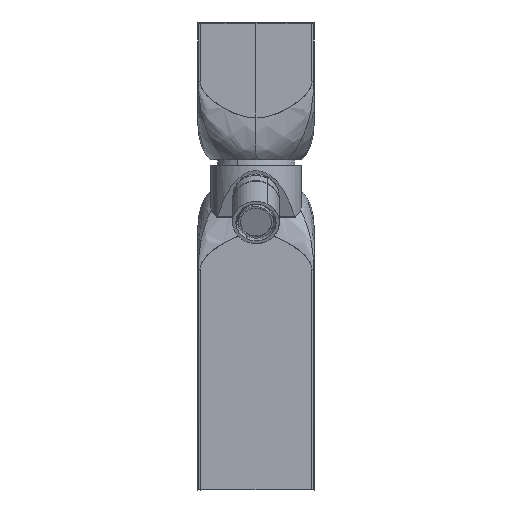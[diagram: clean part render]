
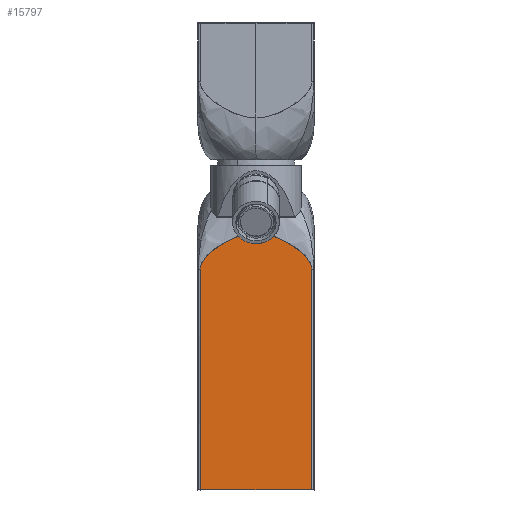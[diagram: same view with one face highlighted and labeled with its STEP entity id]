
A CAD part, front view. The second image highlights one B-rep face of the part: STEP entity #15797.
In plain terms, the highlighted planar face has unit normal (0, -1, 0).
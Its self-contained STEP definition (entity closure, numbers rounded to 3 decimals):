
#15712=CARTESIAN_POINT('Axis2P3D Location',(7.877,127.5,266.664)) ;
#15717=CARTESIAN_POINT('Line Origine',(21.5,127.5,219.)) ;
#15721=CARTESIAN_POINT('Vertex',(21.5,127.5,176.5)) ;
#15723=CARTESIAN_POINT('Vertex',(21.5,127.5,261.5)) ;
#15727=CARTESIAN_POINT('Control Point',(0.,127.5,275.5)) ;
#15728=CARTESIAN_POINT('Control Point',(1.264,127.5,275.5)) ;
#15729=CARTESIAN_POINT('Control Point',(2.557,127.5,275.369)) ;
#15730=CARTESIAN_POINT('Control Point',(3.873,127.5,275.118)) ;
#15731=CARTESIAN_POINT('Control Point',(6.778,127.5,274.345)) ;
#15732=CARTESIAN_POINT('Control Point',(9.647,127.5,273.156)) ;
#15733=CARTESIAN_POINT('Control Point',(11.188,127.5,272.405)) ;
#15734=CARTESIAN_POINT('Control Point',(13.981,127.5,270.84)) ;
#15735=CARTESIAN_POINT('Control Point',(16.511,127.5,269.003)) ;
#15736=CARTESIAN_POINT('Control Point',(17.615,127.5,268.093)) ;
#15737=CARTESIAN_POINT('Control Point',(19.315,127.5,266.457)) ;
#15738=CARTESIAN_POINT('Control Point',(20.554,127.5,264.698)) ;
#15739=CARTESIAN_POINT('Control Point',(20.971,127.5,263.952)) ;
#15740=CARTESIAN_POINT('Control Point',(21.332,127.5,263.007)) ;
#15741=CARTESIAN_POINT('Control Point',(21.472,127.5,262.065)) ;
#15742=CARTESIAN_POINT('Control Point',(21.49,127.5,261.876)) ;
#15743=CARTESIAN_POINT('Control Point',(21.5,127.5,261.688)) ;
#15744=CARTESIAN_POINT('Control Point',(21.5,127.5,261.5)) ;
#15745=CARTESIAN_POINT('Vertex',(0.,127.5,275.5)) ;
#15749=CARTESIAN_POINT('Control Point',(0.,127.5,275.5)) ;
#15750=CARTESIAN_POINT('Control Point',(-1.264,127.5,275.5)) ;
#15751=CARTESIAN_POINT('Control Point',(-2.558,127.5,275.369)) ;
#15752=CARTESIAN_POINT('Control Point',(-3.873,127.5,275.118)) ;
#15753=CARTESIAN_POINT('Control Point',(-6.779,127.5,274.345)) ;
#15754=CARTESIAN_POINT('Control Point',(-9.648,127.5,273.156)) ;
#15755=CARTESIAN_POINT('Control Point',(-11.188,127.5,272.405)) ;
#15756=CARTESIAN_POINT('Control Point',(-13.981,127.5,270.84)) ;
#15757=CARTESIAN_POINT('Control Point',(-16.512,127.5,269.002)) ;
#15758=CARTESIAN_POINT('Control Point',(-17.615,127.5,268.093)) ;
#15759=CARTESIAN_POINT('Control Point',(-19.315,127.5,266.457)) ;
#15760=CARTESIAN_POINT('Control Point',(-20.555,127.5,264.698)) ;
#15761=CARTESIAN_POINT('Control Point',(-20.971,127.5,263.952)) ;
#15762=CARTESIAN_POINT('Control Point',(-21.332,127.5,263.007)) ;
#15763=CARTESIAN_POINT('Control Point',(-21.472,127.5,262.065)) ;
#15764=CARTESIAN_POINT('Control Point',(-21.491,127.5,261.876)) ;
#15765=CARTESIAN_POINT('Control Point',(-21.5,127.5,261.688)) ;
#15766=CARTESIAN_POINT('Control Point',(-21.5,127.5,261.5)) ;
#15767=CARTESIAN_POINT('Vertex',(-21.5,127.5,261.5)) ;
#15770=CARTESIAN_POINT('Line Origine',(-21.5,127.5,219.)) ;
#15774=CARTESIAN_POINT('Vertex',(-21.5,127.5,176.5)) ;
#15777=CARTESIAN_POINT('Line Origine',(-10.75,127.5,176.5)) ;
#15781=CARTESIAN_POINT('Vertex',(0.,127.5,176.5)) ;
#15784=CARTESIAN_POINT('Line Origine',(10.75,127.5,176.5)) ;
#15719=VECTOR('Line Direction',#15718,1.) ;
#15772=VECTOR('Line Direction',#15771,1.) ;
#15779=VECTOR('Line Direction',#15778,1.) ;
#15786=VECTOR('Line Direction',#15785,1.) ;
#15713=DIRECTION('Axis2P3D Direction',(0.,1.,0.)) ;
#15714=DIRECTION('Axis2P3D XDirection',(0.944,0.,-0.331)) ;
#15718=DIRECTION('Vector Direction',(0.,0.,-1.)) ;
#15771=DIRECTION('Vector Direction',(0.,0.,-1.)) ;
#15778=DIRECTION('Vector Direction',(1.,0.,0.)) ;
#15785=DIRECTION('Vector Direction',(1.,0.,0.)) ;
#15715=AXIS2_PLACEMENT_3D('Plane Axis2P3D',#15712,#15713,#15714) ;
#15720=LINE('Line',#15717,#15719) ;
#15773=LINE('Line',#15770,#15772) ;
#15780=LINE('Line',#15777,#15779) ;
#15787=LINE('Line',#15784,#15786) ;
#15716=PLANE('',#15715) ;
#15725=EDGE_CURVE('',#15722,#15724,#15720,.F.) ;
#15747=EDGE_CURVE('',#15724,#15746,#15726,.F.) ;
#15769=EDGE_CURVE('',#15746,#15768,#15748,.T.) ;
#15776=EDGE_CURVE('',#15768,#15775,#15773,.T.) ;
#15783=EDGE_CURVE('',#15775,#15782,#15780,.T.) ;
#15788=EDGE_CURVE('',#15782,#15722,#15787,.T.) ;
#15790=ORIENTED_EDGE('',*,*,#15725,.T.) ;
#15791=ORIENTED_EDGE('',*,*,#15747,.T.) ;
#15792=ORIENTED_EDGE('',*,*,#15769,.T.) ;
#15793=ORIENTED_EDGE('',*,*,#15776,.T.) ;
#15794=ORIENTED_EDGE('',*,*,#15783,.T.) ;
#15795=ORIENTED_EDGE('',*,*,#15788,.T.) ;
#15789=EDGE_LOOP('',(#15790,#15791,#15792,#15793,#15794,#15795)) ;
#15722=VERTEX_POINT('',#15721) ;
#15724=VERTEX_POINT('',#15723) ;
#15746=VERTEX_POINT('',#15745) ;
#15768=VERTEX_POINT('',#15767) ;
#15775=VERTEX_POINT('',#15774) ;
#15782=VERTEX_POINT('',#15781) ;
#15797=ADVANCED_FACE('Superficie.335',(#15796),#15716,.F.) ;
#15726=B_SPLINE_CURVE_WITH_KNOTS('',5,(#15727,#15728,#15729,#15730,#15731,#15732,#15733,#15734,#15735,#15736,#15737,#15738,#15739,#15740,#15741,#15742,#15743,#15744),.UNSPECIFIED.,.F.,.U.,(6,3,3,3,3,6),(0.,9.444,20.87,30.81,37.81,39.569),.UNSPECIFIED.) ;
#15748=B_SPLINE_CURVE_WITH_KNOTS('',5,(#15749,#15750,#15751,#15752,#15753,#15754,#15755,#15756,#15757,#15758,#15759,#15760,#15761,#15762,#15763,#15764,#15765,#15766),.UNSPECIFIED.,.F.,.U.,(6,3,3,3,3,6),(0.,9.445,20.87,30.81,37.81,39.569),.UNSPECIFIED.) ;
#15796=FACE_OUTER_BOUND('',#15789,.T.) ;
